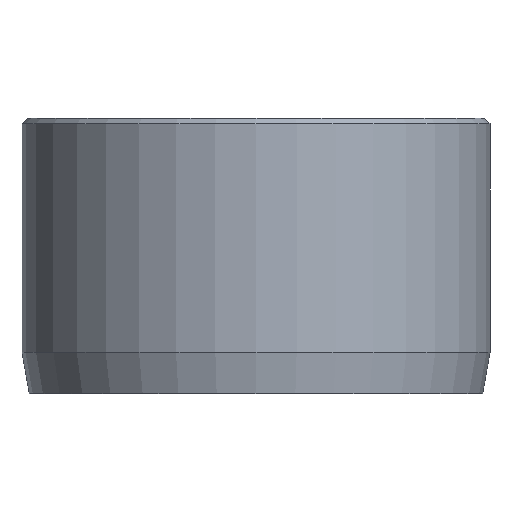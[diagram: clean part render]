
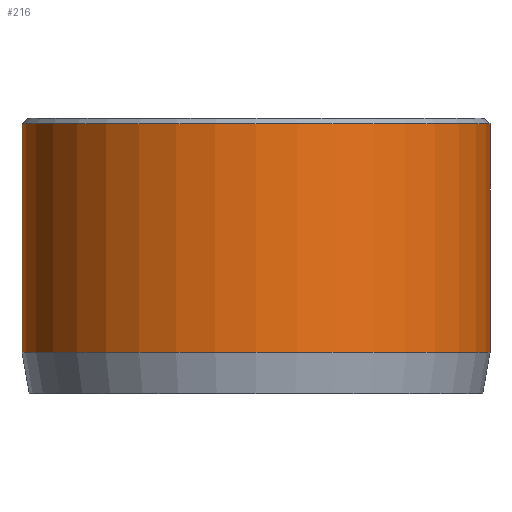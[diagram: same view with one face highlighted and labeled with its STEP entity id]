
A CAD part, front view. The second image highlights one B-rep face of the part: STEP entity #216.
In plain terms, the highlighted cylindrical face has radius 8.5 mm (diameter 17 mm), a partial arc.
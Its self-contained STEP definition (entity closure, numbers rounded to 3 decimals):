
#30 = CARTESIAN_POINT ( 'NONE',  ( 0., 0., 1.5 ) ) ;
#65 = DIRECTION ( 'NONE',  ( 0., 0., -1. ) ) ;
#79 = CIRCLE ( 'NONE', #740, 8.5 ) ;
#117 = ORIENTED_EDGE ( 'NONE', *, *, #742, .T. ) ;
#144 = ORIENTED_EDGE ( 'NONE', *, *, #768, .T. ) ;
#214 = DIRECTION ( 'NONE',  ( 1., 0., 0. ) ) ;
#216 = ADVANCED_FACE ( 'NONE', ( #772 ), #265, .T. ) ;
#219 = DIRECTION ( 'NONE',  ( 0., 0., -1. ) ) ;
#226 = CARTESIAN_POINT ( 'NONE',  ( 0., 0., 9.8 ) ) ;
#265 = CYLINDRICAL_SURFACE ( 'NONE', #986, 8.5 ) ;
#283 = AXIS2_PLACEMENT_3D ( 'NONE', #226, #219, #214 ) ;
#296 = DIRECTION ( 'NONE',  ( 0., 0., -1. ) ) ;
#299 = VERTEX_POINT ( 'NONE', #725 ) ;
#354 = VECTOR ( 'NONE', #65, 1000. ) ;
#376 = CARTESIAN_POINT ( 'NONE',  ( 8.5, 0., 10. ) ) ;
#484 = CARTESIAN_POINT ( 'NONE',  ( -8.5, 0., 1.5 ) ) ;
#490 = EDGE_CURVE ( 'NONE', #1069, #775, #1045, .T. ) ;
#518 = EDGE_CURVE ( 'NONE', #1069, #299, #782, .T. ) ;
#725 = CARTESIAN_POINT ( 'NONE',  ( -8.5, 0., 9.8 ) ) ;
#740 = AXIS2_PLACEMENT_3D ( 'NONE', #30, #1084, #968 ) ;
#742 = EDGE_CURVE ( 'NONE', #299, #921, #1129, .T. ) ;
#768 = EDGE_CURVE ( 'NONE', #921, #775, #79, .T. ) ;
#772 = FACE_OUTER_BOUND ( 'NONE', #990, .T. ) ;
#775 = VERTEX_POINT ( 'NONE', #902 ) ;
#782 = CIRCLE ( 'NONE', #283, 8.5 ) ;
#806 = VECTOR ( 'NONE', #296, 1000. ) ;
#827 = CARTESIAN_POINT ( 'NONE',  ( 0., 0., 10. ) ) ;
#833 = DIRECTION ( 'NONE',  ( -1., 0., 0. ) ) ;
#842 = DIRECTION ( 'NONE',  ( 0., 0., -1. ) ) ;
#861 = CARTESIAN_POINT ( 'NONE',  ( -8.5, 0., 10. ) ) ;
#902 = CARTESIAN_POINT ( 'NONE',  ( 8.5, 0., 1.5 ) ) ;
#921 = VERTEX_POINT ( 'NONE', #484 ) ;
#968 = DIRECTION ( 'NONE',  ( 1., 0., 0. ) ) ;
#986 = AXIS2_PLACEMENT_3D ( 'NONE', #827, #842, #833 ) ;
#990 = EDGE_LOOP ( 'NONE', ( #1086, #1123, #117, #144 ) ) ;
#1045 = LINE ( 'NONE', #376, #806 ) ;
#1052 = CARTESIAN_POINT ( 'NONE',  ( 8.5, 0., 9.8 ) ) ;
#1069 = VERTEX_POINT ( 'NONE', #1052 ) ;
#1084 = DIRECTION ( 'NONE',  ( 0., 0., 1. ) ) ;
#1086 = ORIENTED_EDGE ( 'NONE', *, *, #490, .F. ) ;
#1123 = ORIENTED_EDGE ( 'NONE', *, *, #518, .T. ) ;
#1129 = LINE ( 'NONE', #861, #354 ) ;
